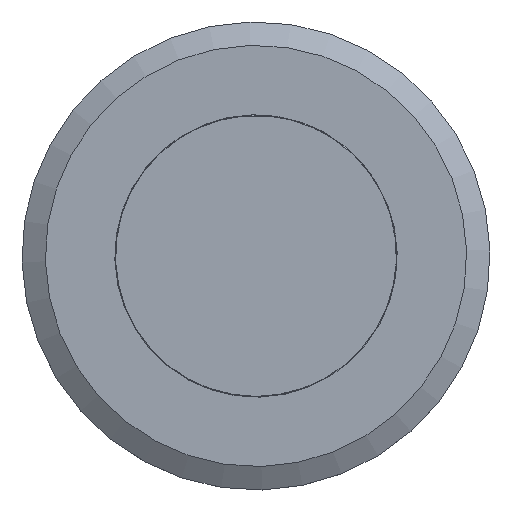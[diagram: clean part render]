
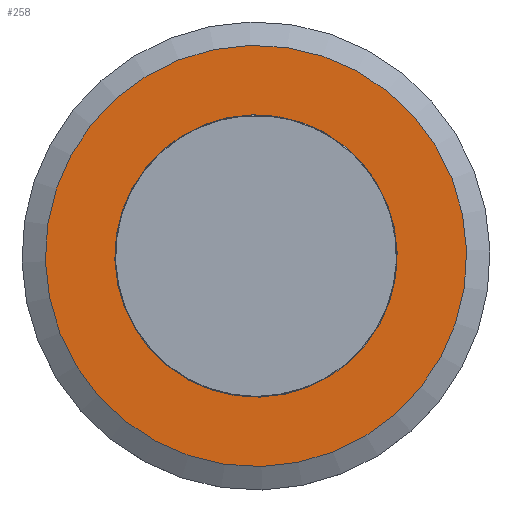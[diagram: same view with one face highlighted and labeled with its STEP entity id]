
A CAD part, top view. The second image highlights one B-rep face of the part: STEP entity #258.
In plain terms, the highlighted planar face has unit normal (0, 0, 1).
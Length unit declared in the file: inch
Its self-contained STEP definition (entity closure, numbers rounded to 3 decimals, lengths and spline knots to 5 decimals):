
#231=CARTESIAN_POINT('',(-0.74013,-0.36854,1.0378));
#232=DIRECTION('',(0.0,0.0,1.0));
#233=DIRECTION('',(1.0,0.0,0.0));
#234=AXIS2_PLACEMENT_3D('',#231,#232,#233);
#235=PLANE('',#234);
#236=CARTESIAN_POINT('',(0.16891,0.50394,1.0378));
#237=VERTEX_POINT('',#236);
#238=CARTESIAN_POINT('',(0.,0.,1.0378));
#239=DIRECTION('',(0.0,0.0,-1.0));
#240=DIRECTION('',(0.318,0.948,0.0));
#241=AXIS2_PLACEMENT_3D('',#238,#239,#240);
#242=CIRCLE('',#241,0.5315);
#243=EDGE_CURVE('',#237,#237,#242,.T.);
#244=ORIENTED_EDGE('',*,*,#243,.F.);
#245=EDGE_LOOP('',(#244));
#246=FACE_OUTER_BOUND('',#245,.T.);
#247=CARTESIAN_POINT('',(0.11323,0.33783,1.0378));
#248=VERTEX_POINT('',#247);
#249=CARTESIAN_POINT('',(0.,0.,1.0378));
#250=DIRECTION('',(0.0,0.0,-1.0));
#251=DIRECTION('',(0.318,0.948,0.0));
#252=AXIS2_PLACEMENT_3D('',#249,#250,#251);
#253=CIRCLE('',#252,0.3563);
#254=EDGE_CURVE('',#248,#248,#253,.T.);
#255=ORIENTED_EDGE('',*,*,#254,.T.);
#256=EDGE_LOOP('',(#255));
#257=FACE_BOUND('',#256,.T.);
#258=ADVANCED_FACE('',(#246,#257),#235,.T.);
